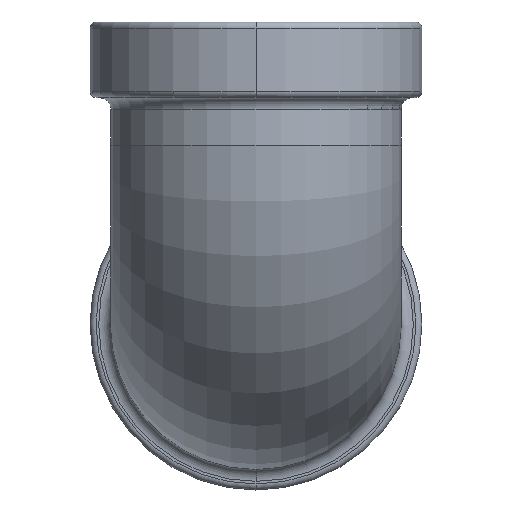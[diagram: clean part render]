
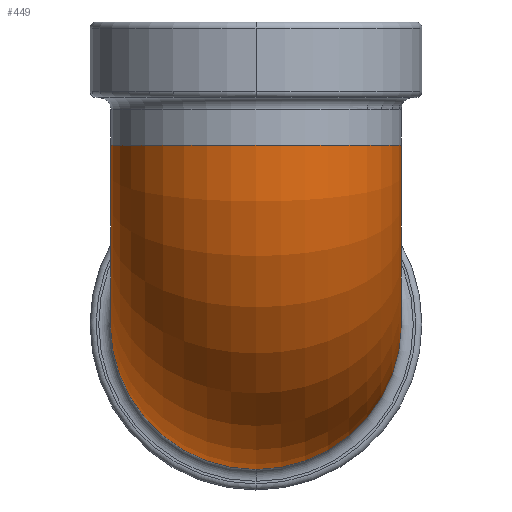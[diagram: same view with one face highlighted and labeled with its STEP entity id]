
A CAD part, front view. The second image highlights one B-rep face of the part: STEP entity #449.
In plain terms, the highlighted toroidal (fillet/blend) face has major radius 16.551 mm and minor radius 13.437 mm.
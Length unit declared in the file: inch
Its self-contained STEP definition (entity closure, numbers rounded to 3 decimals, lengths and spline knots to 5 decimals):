
#14 = TOROIDAL_SURFACE ( 'NONE', #1895, 0.65161, 0.529 ) ;
#137 = CARTESIAN_POINT ( 'NONE',  ( 0., -0.24775, 0.65161 ) ) ;
#142 = DIRECTION ( 'NONE',  ( 0., 0., -1. ) ) ;
#146 = DIRECTION ( 'NONE',  ( 0., 1., 0. ) ) ;
#159 = EDGE_LOOP ( 'NONE', ( #1562, #1422, #321, #2224 ) ) ;
#163 = AXIS2_PLACEMENT_3D ( 'NONE', #137, #313, #466 ) ;
#233 = VERTEX_POINT ( 'NONE', #1306 ) ;
#303 = DIRECTION ( 'NONE',  ( 1., 0., 0. ) ) ;
#313 = DIRECTION ( 'NONE',  ( 0., 0., -1. ) ) ;
#321 = ORIENTED_EDGE ( 'NONE', *, *, #711, .T. ) ;
#392 = CARTESIAN_POINT ( 'NONE',  ( 0.09961, 0.27179, 0.65161 ) ) ;
#426 = CIRCLE ( 'NONE', #909, 0.13207 ) ;
#449 = ADVANCED_FACE ( 'NONE', ( #1092 ), #14, .T. ) ;
#452 = EDGE_CURVE ( 'NONE', #233, #1518, #426, .T. ) ;
#466 = DIRECTION ( 'NONE',  ( 0., 1., 0. ) ) ;
#711 = EDGE_CURVE ( 'NONE', #1867, #233, #776, .T. ) ;
#728 = VERTEX_POINT ( 'NONE', #1696 ) ;
#776 = CIRCLE ( 'NONE', #163, 0.529 ) ;
#789 = DIRECTION ( 'NONE',  ( 0., 0., -1. ) ) ;
#871 = DIRECTION ( 'NONE',  ( 0., 0., 1. ) ) ;
#909 = AXIS2_PLACEMENT_3D ( 'NONE', #1561, #303, #789 ) ;
#1050 = AXIS2_PLACEMENT_3D ( 'NONE', #1784, #1079, #871 ) ;
#1079 = DIRECTION ( 'NONE',  ( -1., 0., 0. ) ) ;
#1092 = FACE_OUTER_BOUND ( 'NONE', #159, .T. ) ;
#1241 = CIRCLE ( 'NONE', #2183, 0.529 ) ;
#1306 = CARTESIAN_POINT ( 'NONE',  ( -0.09961, 0.27179, 0.65161 ) ) ;
#1359 = EDGE_CURVE ( 'NONE', #728, #1867, #2200, .T. ) ;
#1385 = DIRECTION ( 'NONE',  ( 1., 0., 0. ) ) ;
#1422 = ORIENTED_EDGE ( 'NONE', *, *, #1359, .T. ) ;
#1518 = VERTEX_POINT ( 'NONE', #1635 ) ;
#1561 = CARTESIAN_POINT ( 'NONE',  ( -0.09961, 0.40386, 0.65161 ) ) ;
#1562 = ORIENTED_EDGE ( 'NONE', *, *, #1767, .F. ) ;
#1635 = CARTESIAN_POINT ( 'NONE',  ( -0.09961, 0.40386, 0.51954 ) ) ;
#1696 = CARTESIAN_POINT ( 'NONE',  ( 0.09961, 0.40386, 0.51954 ) ) ;
#1767 = EDGE_CURVE ( 'NONE', #728, #1518, #1241, .T. ) ;
#1784 = CARTESIAN_POINT ( 'NONE',  ( 0.09961, 0.40386, 0.65161 ) ) ;
#1867 = VERTEX_POINT ( 'NONE', #392 ) ;
#1895 = AXIS2_PLACEMENT_3D ( 'NONE', #2243, #1385, #142 ) ;
#1903 = CARTESIAN_POINT ( 'NONE',  ( 0., 0.40386, 0. ) ) ;
#2183 = AXIS2_PLACEMENT_3D ( 'NONE', #1903, #146, #2267 ) ;
#2200 = CIRCLE ( 'NONE', #1050, 0.13207 ) ;
#2224 = ORIENTED_EDGE ( 'NONE', *, *, #452, .T. ) ;
#2243 = CARTESIAN_POINT ( 'NONE',  ( 0., 0.40386, 0.65161 ) ) ;
#2267 = DIRECTION ( 'NONE',  ( 0., 0., 1. ) ) ;
